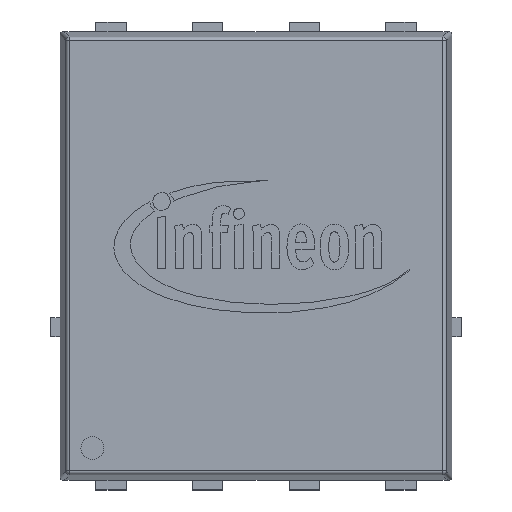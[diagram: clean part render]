
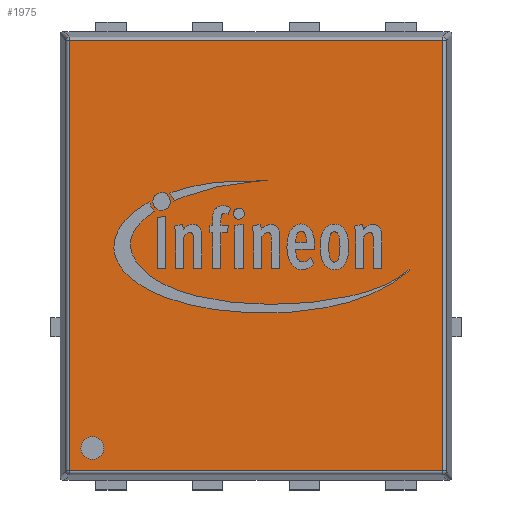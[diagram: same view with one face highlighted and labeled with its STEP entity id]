
A CAD part, top view. The second image highlights one B-rep face of the part: STEP entity #1975.
In plain terms, the highlighted planar face has unit normal (0, 0, 1).
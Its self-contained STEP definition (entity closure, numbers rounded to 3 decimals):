
#375 = LINE ( 'NONE', #500, #5714 ) ;
#500 = CARTESIAN_POINT ( 'NONE',  ( 0., -2.826, 1. ) ) ;
#803 = CARTESIAN_POINT ( 'NONE',  ( -2.151, -2.526, 1. ) ) ;
#983 = DIRECTION ( 'NONE',  ( -1., 0., 0. ) ) ;
#1926 = EDGE_CURVE ( 'NONE', #8305, #12588, #9210, .T. ) ;
#1975 = ADVANCED_FACE ( 'NONE', ( #12410, #5323 ), #7468, .T. ) ;
#2103 = VERTEX_POINT ( 'NONE', #8044 ) ;
#2350 = VERTEX_POINT ( 'NONE', #6811 ) ;
#2478 = CARTESIAN_POINT ( 'NONE',  ( 2.451, 0., 1. ) ) ;
#2915 = AXIS2_PLACEMENT_3D ( 'NONE', #11400, #4560, #6488 ) ;
#3363 = CARTESIAN_POINT ( 'NONE',  ( 2.451, 2.826, 1. ) ) ;
#3420 = CARTESIAN_POINT ( 'NONE',  ( -2.451, 0., 1. ) ) ;
#3488 = AXIS2_PLACEMENT_3D ( 'NONE', #8039, #9063, #9255 ) ;
#3724 = EDGE_LOOP ( 'NONE', ( #10809, #11241, #9701, #4746 ) ) ;
#3879 = LINE ( 'NONE', #5865, #8340 ) ;
#3884 = DIRECTION ( 'NONE',  ( 0., 0., 1. ) ) ;
#4560 = DIRECTION ( 'NONE',  ( 0., 0., 1. ) ) ;
#4717 = VERTEX_POINT ( 'NONE', #7587 ) ;
#4746 = ORIENTED_EDGE ( 'NONE', *, *, #9416, .T. ) ;
#4898 = VECTOR ( 'NONE', #11466, 1000. ) ;
#5033 = AXIS2_PLACEMENT_3D ( 'NONE', #803, #3884, #11685 ) ;
#5323 = FACE_OUTER_BOUND ( 'NONE', #3724, .T. ) ;
#5681 = EDGE_LOOP ( 'NONE', ( #5990, #9179 ) ) ;
#5714 = VECTOR ( 'NONE', #6294, 1000. ) ;
#5865 = CARTESIAN_POINT ( 'NONE',  ( 0., 2.826, 1. ) ) ;
#5990 = ORIENTED_EDGE ( 'NONE', *, *, #10225, .F. ) ;
#6290 = EDGE_CURVE ( 'NONE', #4717, #10247, #10693, .T. ) ;
#6294 = DIRECTION ( 'NONE',  ( 1., 0., 0. ) ) ;
#6488 = DIRECTION ( 'NONE',  ( 1., 0., 0. ) ) ;
#6811 = CARTESIAN_POINT ( 'NONE',  ( -2.451, 2.826, 1. ) ) ;
#7315 = CARTESIAN_POINT ( 'NONE',  ( 2.451, -2.826, 1. ) ) ;
#7329 = DIRECTION ( 'NONE',  ( 0., -1., 0. ) ) ;
#7468 = PLANE ( 'NONE',  #2915 ) ;
#7587 = CARTESIAN_POINT ( 'NONE',  ( -2.301, -2.526, 1. ) ) ;
#8039 = CARTESIAN_POINT ( 'NONE',  ( -2.151, -2.526, 1. ) ) ;
#8044 = CARTESIAN_POINT ( 'NONE',  ( -2.451, -2.826, 1. ) ) ;
#8305 = VERTEX_POINT ( 'NONE', #7315 ) ;
#8340 = VECTOR ( 'NONE', #983, 1000. ) ;
#9063 = DIRECTION ( 'NONE',  ( 0., 0., 1. ) ) ;
#9179 = ORIENTED_EDGE ( 'NONE', *, *, #6290, .F. ) ;
#9210 = LINE ( 'NONE', #2478, #4898 ) ;
#9255 = DIRECTION ( 'NONE',  ( 1., 0., 0. ) ) ;
#9416 = EDGE_CURVE ( 'NONE', #12588, #2350, #3879, .T. ) ;
#9701 = ORIENTED_EDGE ( 'NONE', *, *, #1926, .T. ) ;
#10225 = EDGE_CURVE ( 'NONE', #10247, #4717, #10626, .T. ) ;
#10231 = LINE ( 'NONE', #3420, #12489 ) ;
#10247 = VERTEX_POINT ( 'NONE', #11981 ) ;
#10626 = CIRCLE ( 'NONE', #5033, 0.15 ) ;
#10693 = CIRCLE ( 'NONE', #3488, 0.15 ) ;
#10809 = ORIENTED_EDGE ( 'NONE', *, *, #12647, .T. ) ;
#11241 = ORIENTED_EDGE ( 'NONE', *, *, #12646, .T. ) ;
#11400 = CARTESIAN_POINT ( 'NONE',  ( 0., 0., 1. ) ) ;
#11466 = DIRECTION ( 'NONE',  ( 0., 1., 0. ) ) ;
#11685 = DIRECTION ( 'NONE',  ( 1., 0., 0. ) ) ;
#11981 = CARTESIAN_POINT ( 'NONE',  ( -2.001, -2.526, 1. ) ) ;
#12410 = FACE_BOUND ( 'NONE', #5681, .T. ) ;
#12489 = VECTOR ( 'NONE', #7329, 1000. ) ;
#12588 = VERTEX_POINT ( 'NONE', #3363 ) ;
#12646 = EDGE_CURVE ( 'NONE', #2103, #8305, #375, .T. ) ;
#12647 = EDGE_CURVE ( 'NONE', #2350, #2103, #10231, .T. ) ;
